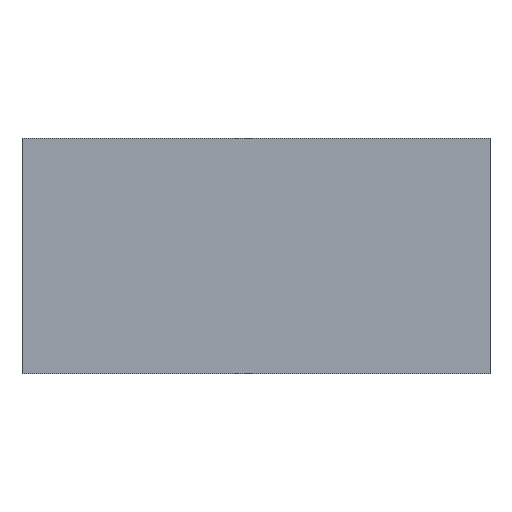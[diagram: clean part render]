
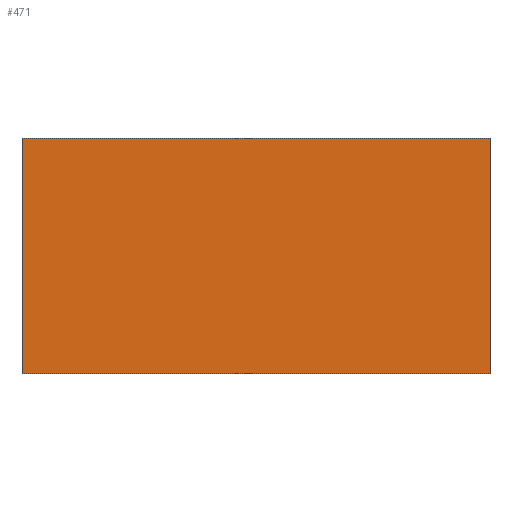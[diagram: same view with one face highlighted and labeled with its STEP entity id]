
A CAD part, front view. The second image highlights one B-rep face of the part: STEP entity #471.
In plain terms, the highlighted planar face has unit normal (0, -1, 0).
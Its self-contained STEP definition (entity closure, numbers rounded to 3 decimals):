
#6 = CARTESIAN_POINT ( 'NONE',  ( 29.75, 0., -15. ) ) ;
#26 = CARTESIAN_POINT ( 'NONE',  ( 29.75, 0., 15. ) ) ;
#27 = VERTEX_POINT ( 'NONE', #64 ) ;
#41 = ORIENTED_EDGE ( 'NONE', *, *, #70, .F. ) ;
#54 = AXIS2_PLACEMENT_3D ( 'NONE', #287, #124, #284 ) ;
#64 = CARTESIAN_POINT ( 'NONE',  ( 29.75, 0., 15. ) ) ;
#70 = EDGE_CURVE ( 'NONE', #27, #186, #87, .T. ) ;
#74 = CARTESIAN_POINT ( 'NONE',  ( -29.75, 0., 15. ) ) ;
#76 = CARTESIAN_POINT ( 'NONE',  ( 29.75, 0., -15. ) ) ;
#83 = FACE_OUTER_BOUND ( 'NONE', #122, .T. ) ;
#87 = LINE ( 'NONE', #303, #254 ) ;
#122 = EDGE_LOOP ( 'NONE', ( #327, #326, #41, #202 ) ) ;
#124 = DIRECTION ( 'NONE',  ( 0., 1., 0. ) ) ;
#135 = DIRECTION ( 'NONE',  ( 0., 0., 1. ) ) ;
#176 = VECTOR ( 'NONE', #190, 1000. ) ;
#184 = VERTEX_POINT ( 'NONE', #220 ) ;
#185 = VERTEX_POINT ( 'NONE', #261 ) ;
#186 = VERTEX_POINT ( 'NONE', #76 ) ;
#190 = DIRECTION ( 'NONE',  ( -1., 0., 0. ) ) ;
#193 = DIRECTION ( 'NONE',  ( 0., 0., -1. ) ) ;
#198 = EDGE_CURVE ( 'NONE', #185, #184, #349, .T. ) ;
#199 = VECTOR ( 'NONE', #368, 1000. ) ;
#202 = ORIENTED_EDGE ( 'NONE', *, *, #451, .F. ) ;
#220 = CARTESIAN_POINT ( 'NONE',  ( -29.75, 0., 15. ) ) ;
#231 = EDGE_CURVE ( 'NONE', #186, #185, #239, .T. ) ;
#239 = LINE ( 'NONE', #6, #176 ) ;
#254 = VECTOR ( 'NONE', #193, 1000. ) ;
#261 = CARTESIAN_POINT ( 'NONE',  ( -29.75, 0., -15. ) ) ;
#279 = PLANE ( 'NONE',  #54 ) ;
#284 = DIRECTION ( 'NONE',  ( 0., 0., 1. ) ) ;
#287 = CARTESIAN_POINT ( 'NONE',  ( 0., 0., 0. ) ) ;
#303 = CARTESIAN_POINT ( 'NONE',  ( 29.75, 0., 15. ) ) ;
#326 = ORIENTED_EDGE ( 'NONE', *, *, #231, .F. ) ;
#327 = ORIENTED_EDGE ( 'NONE', *, *, #198, .F. ) ;
#346 = VECTOR ( 'NONE', #135, 1000. ) ;
#349 = LINE ( 'NONE', #74, #346 ) ;
#368 = DIRECTION ( 'NONE',  ( 1., 0., 0. ) ) ;
#412 = LINE ( 'NONE', #26, #199 ) ;
#451 = EDGE_CURVE ( 'NONE', #184, #27, #412, .T. ) ;
#471 = ADVANCED_FACE ( 'NONE', ( #83 ), #279, .F. ) ;
